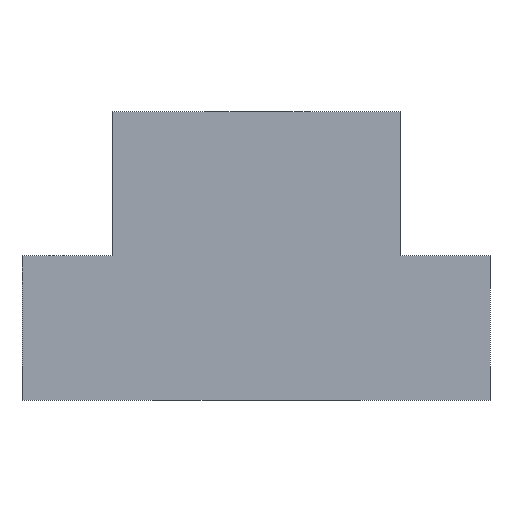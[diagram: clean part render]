
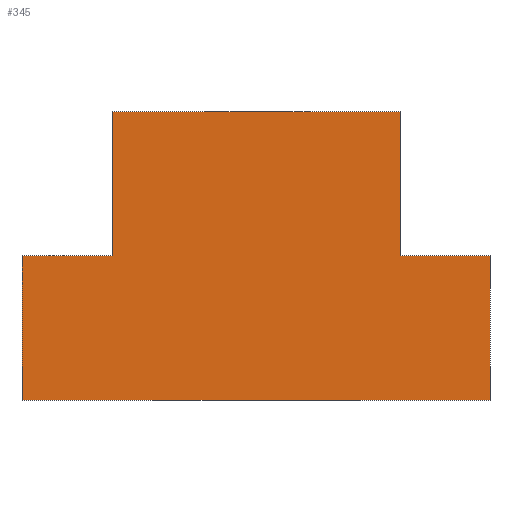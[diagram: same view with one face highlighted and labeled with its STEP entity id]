
A CAD part, left-side view. The second image highlights one B-rep face of the part: STEP entity #345.
In plain terms, the highlighted planar face has unit normal (-1, 0, 0).
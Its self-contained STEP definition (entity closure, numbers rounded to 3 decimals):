
#34=PLANE('',#367);
#52=FACE_OUTER_BOUND('',#73,.T.);
#73=EDGE_LOOP('',(#319,#320,#321,#322,#323,#324,#325,#326));
#96=LINE('',#505,#139);
#98=LINE('',#511,#141);
#102=LINE('',#517,#145);
#103=LINE('',#520,#146);
#108=LINE('',#529,#151);
#109=LINE('',#532,#152);
#112=LINE('',#538,#155);
#115=LINE('',#543,#158);
#139=VECTOR('',#414,10.);
#141=VECTOR('',#418,10.);
#145=VECTOR('',#424,10.);
#146=VECTOR('',#427,10.);
#151=VECTOR('',#434,10.);
#152=VECTOR('',#437,10.);
#155=VECTOR('',#442,10.);
#158=VECTOR('',#447,10.);
#177=VERTEX_POINT('',#499);
#179=VERTEX_POINT('',#503);
#180=VERTEX_POINT('',#507);
#182=VERTEX_POINT('',#510);
#184=VERTEX_POINT('',#519);
#187=VERTEX_POINT('',#527);
#188=VERTEX_POINT('',#531);
#190=VERTEX_POINT('',#537);
#216=EDGE_CURVE('',#177,#179,#96,.T.);
#218=EDGE_CURVE('',#180,#182,#98,.T.);
#222=EDGE_CURVE('',#182,#179,#102,.T.);
#223=EDGE_CURVE('',#177,#184,#103,.T.);
#228=EDGE_CURVE('',#187,#180,#108,.T.);
#229=EDGE_CURVE('',#188,#187,#109,.T.);
#232=EDGE_CURVE('',#190,#188,#112,.T.);
#235=EDGE_CURVE('',#184,#190,#115,.T.);
#319=ORIENTED_EDGE('',*,*,#235,.F.);
#320=ORIENTED_EDGE('',*,*,#223,.F.);
#321=ORIENTED_EDGE('',*,*,#216,.T.);
#322=ORIENTED_EDGE('',*,*,#222,.F.);
#323=ORIENTED_EDGE('',*,*,#218,.F.);
#324=ORIENTED_EDGE('',*,*,#228,.F.);
#325=ORIENTED_EDGE('',*,*,#229,.F.);
#326=ORIENTED_EDGE('',*,*,#232,.F.);
#345=ADVANCED_FACE('',(#52),#34,.F.);
#367=AXIS2_PLACEMENT_3D('',#546,#451,#452);
#414=DIRECTION('',(0.,0.,1.));
#418=DIRECTION('',(0.,0.,1.));
#424=DIRECTION('',(0.,-1.,0.));
#427=DIRECTION('',(0.,-1.,0.));
#434=DIRECTION('',(0.,-1.,0.));
#437=DIRECTION('',(0.,0.,1.));
#442=DIRECTION('',(0.,1.,0.));
#447=DIRECTION('',(0.,0.,-1.));
#451=DIRECTION('center_axis',(1.,0.,0.));
#452=DIRECTION('ref_axis',(0.,1.,0.));
#499=CARTESIAN_POINT('',(65.,46.1,33.));
#503=CARTESIAN_POINT('',(65.,46.1,37.));
#505=CARTESIAN_POINT('',(65.,46.1,33.));
#507=CARTESIAN_POINT('',(65.,54.1,33.));
#510=CARTESIAN_POINT('',(65.,54.1,37.));
#511=CARTESIAN_POINT('',(65.,54.1,33.));
#517=CARTESIAN_POINT('',(65.,54.1,37.));
#519=CARTESIAN_POINT('',(65.,43.6,33.));
#520=CARTESIAN_POINT('',(65.,56.6,33.));
#527=CARTESIAN_POINT('',(65.,56.6,33.));
#529=CARTESIAN_POINT('',(65.,56.6,33.));
#531=CARTESIAN_POINT('',(65.,56.6,29.));
#532=CARTESIAN_POINT('',(65.,56.6,29.));
#537=CARTESIAN_POINT('',(65.,43.6,29.));
#538=CARTESIAN_POINT('',(65.,43.6,29.));
#543=CARTESIAN_POINT('',(65.,43.6,33.));
#546=CARTESIAN_POINT('Origin',(65.,50.1,31.));
